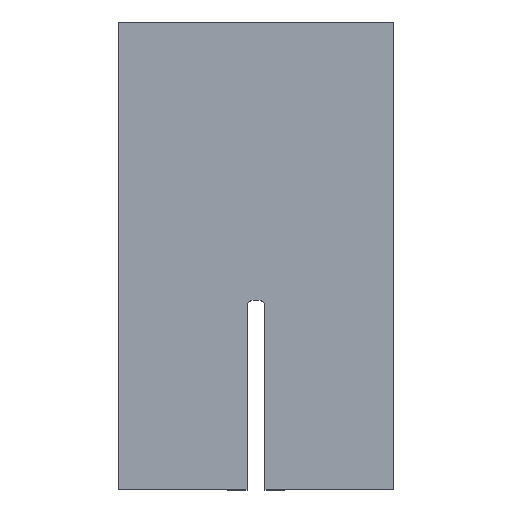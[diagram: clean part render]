
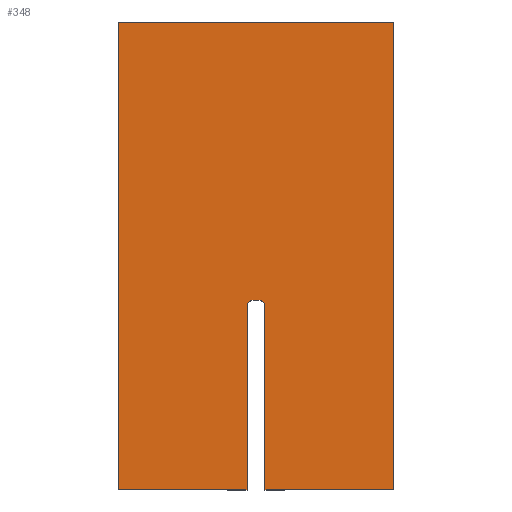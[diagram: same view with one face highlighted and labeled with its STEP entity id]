
A CAD part, top view. The second image highlights one B-rep face of the part: STEP entity #348.
In plain terms, the highlighted planar face has unit normal (0, 0, 1).
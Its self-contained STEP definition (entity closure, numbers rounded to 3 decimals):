
#24=PLANE('',#390);
#42=FACE_OUTER_BOUND('',#60,.T.);
#60=EDGE_LOOP('',(#283,#284,#285,#286,#287,#288,#289,#290,#291,#292));
#71=LINE('',#502,#115);
#75=LINE('',#514,#119);
#85=LINE('',#536,#129);
#97=LINE('',#561,#141);
#98=LINE('',#563,#142);
#99=LINE('',#565,#143);
#100=LINE('',#567,#144);
#101=LINE('',#568,#145);
#115=VECTOR('',#411,1.);
#119=VECTOR('',#423,1.);
#129=VECTOR('',#441,1.);
#141=VECTOR('',#461,1.);
#142=VECTOR('',#462,1.);
#143=VECTOR('',#463,1.);
#144=VECTOR('',#464,1.);
#145=VECTOR('',#465,1.);
#156=CIRCLE('',#377,0.5);
#158=CIRCLE('',#381,0.5);
#161=VERTEX_POINT('',#492);
#162=VERTEX_POINT('',#494);
#164=VERTEX_POINT('',#500);
#166=VERTEX_POINT('',#506);
#168=VERTEX_POINT('',#512);
#176=VERTEX_POINT('',#535);
#185=VERTEX_POINT('',#560);
#186=VERTEX_POINT('',#562);
#187=VERTEX_POINT('',#564);
#188=VERTEX_POINT('',#566);
#193=EDGE_CURVE('',#161,#162,#156,.T.);
#197=EDGE_CURVE('',#161,#164,#71,.T.);
#200=EDGE_CURVE('',#166,#164,#158,.T.);
#203=EDGE_CURVE('',#166,#168,#75,.T.);
#213=EDGE_CURVE('',#176,#162,#85,.T.);
#225=EDGE_CURVE('',#168,#185,#97,.T.);
#226=EDGE_CURVE('',#185,#186,#98,.T.);
#227=EDGE_CURVE('',#186,#187,#99,.T.);
#228=EDGE_CURVE('',#187,#188,#100,.T.);
#229=EDGE_CURVE('',#188,#176,#101,.T.);
#283=ORIENTED_EDGE('',*,*,#213,.T.);
#284=ORIENTED_EDGE('',*,*,#193,.F.);
#285=ORIENTED_EDGE('',*,*,#197,.T.);
#286=ORIENTED_EDGE('',*,*,#200,.F.);
#287=ORIENTED_EDGE('',*,*,#203,.T.);
#288=ORIENTED_EDGE('',*,*,#225,.T.);
#289=ORIENTED_EDGE('',*,*,#226,.T.);
#290=ORIENTED_EDGE('',*,*,#227,.T.);
#291=ORIENTED_EDGE('',*,*,#228,.T.);
#292=ORIENTED_EDGE('',*,*,#229,.T.);
#348=ADVANCED_FACE('',(#42),#24,.T.);
#377=AXIS2_PLACEMENT_3D('',#495,#404,#405);
#381=AXIS2_PLACEMENT_3D('',#508,#417,#418);
#390=AXIS2_PLACEMENT_3D('',#559,#459,#460);
#404=DIRECTION('center_axis',(0.,0.,1.));
#405=DIRECTION('ref_axis',(-0.707,0.707,0.));
#411=DIRECTION('',(1.,0.,0.));
#417=DIRECTION('center_axis',(0.,0.,1.));
#418=DIRECTION('ref_axis',(0.707,0.707,0.));
#423=DIRECTION('',(0.,-1.,0.));
#441=DIRECTION('',(0.,1.,0.));
#459=DIRECTION('center_axis',(0.,0.,1.));
#460=DIRECTION('ref_axis',(1.,0.,0.));
#461=DIRECTION('',(1.,0.,0.));
#462=DIRECTION('',(0.,1.,0.));
#463=DIRECTION('',(-1.,0.,0.));
#464=DIRECTION('',(0.,-1.,0.));
#465=DIRECTION('',(1.,0.,0.));
#492=CARTESIAN_POINT('',(11.25,15.8,4.));
#494=CARTESIAN_POINT('',(10.75,15.3,4.));
#495=CARTESIAN_POINT('Origin',(11.25,15.3,4.));
#500=CARTESIAN_POINT('',(11.75,15.8,4.));
#502=CARTESIAN_POINT('',(11.875,15.8,4.));
#506=CARTESIAN_POINT('',(12.25,15.3,4.));
#508=CARTESIAN_POINT('Origin',(11.75,15.3,4.));
#512=CARTESIAN_POINT('',(12.25,0.,4.));
#514=CARTESIAN_POINT('',(12.25,9.75,4.));
#535=CARTESIAN_POINT('',(10.75,0.,4.));
#536=CARTESIAN_POINT('',(10.75,17.65,4.));
#559=CARTESIAN_POINT('Origin',(11.5,19.5,4.));
#560=CARTESIAN_POINT('',(23.,0.,4.));
#561=CARTESIAN_POINT('',(0.,0.,4.));
#562=CARTESIAN_POINT('',(23.,39.,4.));
#563=CARTESIAN_POINT('',(23.,0.,4.));
#564=CARTESIAN_POINT('',(0.,39.,4.));
#565=CARTESIAN_POINT('',(23.,39.,4.));
#566=CARTESIAN_POINT('',(0.,0.,4.));
#567=CARTESIAN_POINT('',(0.,39.,4.));
#568=CARTESIAN_POINT('',(0.,0.,4.));
